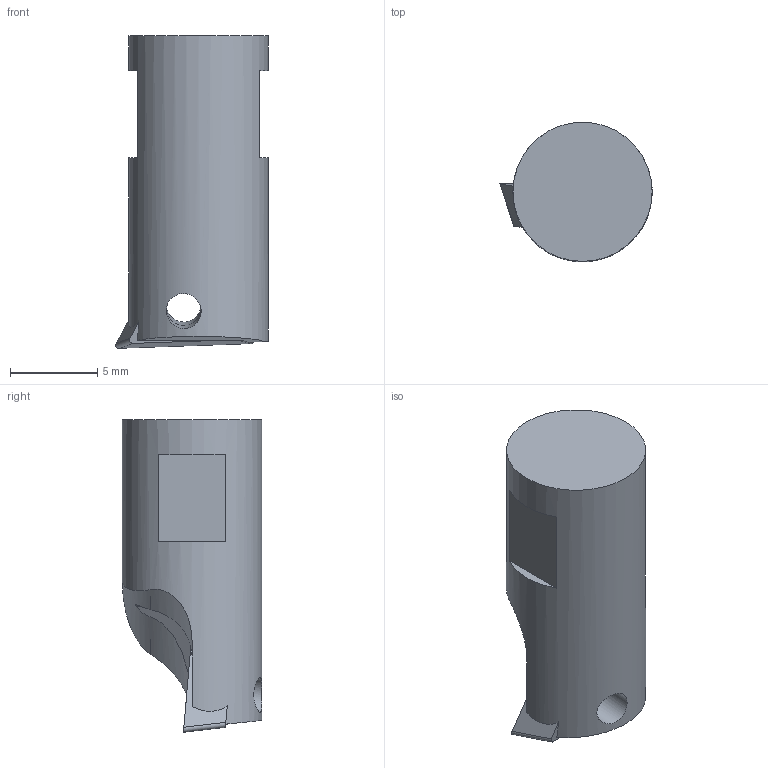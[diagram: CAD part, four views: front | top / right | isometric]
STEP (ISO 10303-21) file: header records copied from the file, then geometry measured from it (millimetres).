
FILE_DESCRIPTION((''),'1');
FILE_NAME('EB10.5N.stp','2022-09-27T06:50:29',(''),(''),'Spatial Interop R21 SP3','Kubotek KeyCreator 2011 V10.0.2 (22737)',' ');
FILE_SCHEMA(('automotive_design'));
Length unit declared in the file: millimetre
Products named in the file (2): 241[3]; 240[2]
Bounding box: 8.75 x 8 x 17.96 mm (x, y, z)
Volume: 724.9 mm3; surface area: 636.5 mm2
Topology: 2 solids, 2 shells, 31 faces, 79 edges, 53 vertices
Faces by surface type: plane 21, cylinder 10
Full cylindrical faces by diameter (mm): 2 x2, 8 x1
Entity records: 1769 total; most frequent: CARTESIAN_POINT 241, DIRECTION 158, ORIENTED_EDGE 144, PRESENTATION_STYLE_ASSIGNMENT 138, COLOUR_RGB 138, STYLED_ITEM 105, CURVE_STYLE 105, DRAUGHTING_PRE_DEFINED_CURVE_FONT 105
